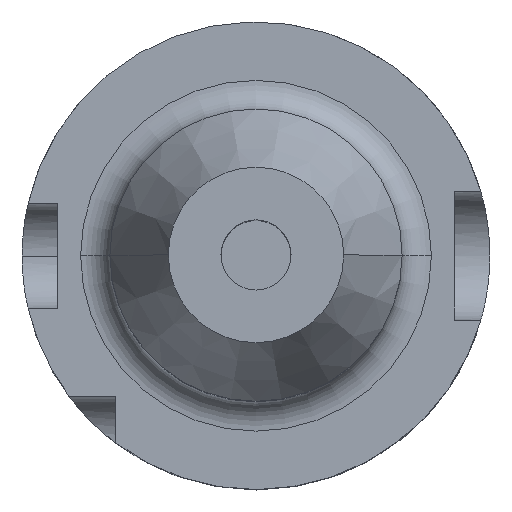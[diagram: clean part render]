
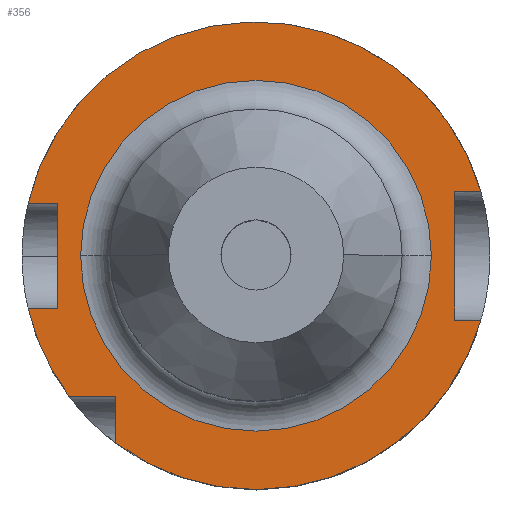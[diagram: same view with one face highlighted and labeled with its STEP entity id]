
A CAD part, top view. The second image highlights one B-rep face of the part: STEP entity #356.
In plain terms, the highlighted planar face has unit normal (0, 0, 1).
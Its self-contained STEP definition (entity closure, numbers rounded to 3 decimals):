
#7 = CARTESIAN_POINT ( 'NONE',  ( 15., 0., 20. ) ) ;
#17 = LINE ( 'NONE', #1146, #795 ) ;
#51 = ORIENTED_EDGE ( 'NONE', *, *, #1978, .T. ) ;
#73 = ORIENTED_EDGE ( 'NONE', *, *, #767, .T. ) ;
#119 = CARTESIAN_POINT ( 'NONE',  ( -27., -4.5, 20. ) ) ;
#136 = ORIENTED_EDGE ( 'NONE', *, *, #750, .T. ) ;
#148 = VERTEX_POINT ( 'NONE', #1871 ) ;
#201 = DIRECTION ( 'NONE',  ( 0., 0., -1. ) ) ;
#217 = CARTESIAN_POINT ( 'NONE',  ( -22., -12., 20. ) ) ;
#223 = AXIS2_PLACEMENT_3D ( 'NONE', #246, #1909, #2571 ) ;
#246 = CARTESIAN_POINT ( 'NONE',  ( 0., 0., 20. ) ) ;
#247 = AXIS2_PLACEMENT_3D ( 'NONE', #2727, #852, #1915 ) ;
#285 = AXIS2_PLACEMENT_3D ( 'NONE', #2514, #2242, #2475 ) ;
#320 = EDGE_CURVE ( 'NONE', #1725, #1071, #2924, .T. ) ;
#330 = CIRCLE ( 'NONE', #2808, 20. ) ;
#347 = DIRECTION ( 'NONE',  ( 1., 0., 0. ) ) ;
#352 = EDGE_CURVE ( 'NONE', #2262, #1658, #2437, .T. ) ;
#356 = ADVANCED_FACE ( 'NONE', ( #510, #1014 ), #1069, .F. ) ;
#368 = VECTOR ( 'NONE', #2098, 1000. ) ;
#401 = DIRECTION ( 'NONE',  ( -1., 0., 0. ) ) ;
#452 = CARTESIAN_POINT ( 'NONE',  ( 27., 5.5, 20. ) ) ;
#498 = VECTOR ( 'NONE', #1202, 1000. ) ;
#501 = CARTESIAN_POINT ( 'NONE',  ( -16., -12., 20. ) ) ;
#510 = FACE_BOUND ( 'NONE', #1696, .T. ) ;
#523 = ORIENTED_EDGE ( 'NONE', *, *, #1924, .F. ) ;
#531 = EDGE_CURVE ( 'NONE', #1468, #2039, #3035, .T. ) ;
#551 = DIRECTION ( 'NONE',  ( 0., 0., -1. ) ) ;
#750 = EDGE_CURVE ( 'NONE', #981, #786, #1910, .T. ) ;
#767 = EDGE_CURVE ( 'NONE', #1390, #3030, #1127, .T. ) ;
#786 = VERTEX_POINT ( 'NONE', #1740 ) ;
#795 = VECTOR ( 'NONE', #2575, 1000. ) ;
#821 = DIRECTION ( 'NONE',  ( 0., -1., 0. ) ) ;
#852 = DIRECTION ( 'NONE',  ( 0., 0., -1. ) ) ;
#865 = ORIENTED_EDGE ( 'NONE', *, *, #531, .F. ) ;
#885 = EDGE_CURVE ( 'NONE', #998, #1373, #2470, .T. ) ;
#981 = VERTEX_POINT ( 'NONE', #1185 ) ;
#998 = VERTEX_POINT ( 'NONE', #1162 ) ;
#1014 = FACE_OUTER_BOUND ( 'NONE', #2855, .T. ) ;
#1052 = ORIENTED_EDGE ( 'NONE', *, *, #1663, .T. ) ;
#1069 = PLANE ( 'NONE',  #285 ) ;
#1071 = VERTEX_POINT ( 'NONE', #2649 ) ;
#1127 = CIRCLE ( 'NONE', #1205, 15. ) ;
#1146 = CARTESIAN_POINT ( 'NONE',  ( -17., 4.5, 20. ) ) ;
#1149 = CARTESIAN_POINT ( 'NONE',  ( 17., 5.5, 20. ) ) ;
#1162 = CARTESIAN_POINT ( 'NONE',  ( 19.229, 5.5, 20. ) ) ;
#1163 = EDGE_CURVE ( 'NONE', #2262, #1071, #330, .T. ) ;
#1185 = CARTESIAN_POINT ( 'NONE',  ( -19.487, 4.5, 20. ) ) ;
#1196 = CARTESIAN_POINT ( 'NONE',  ( 17., 5.5, 20. ) ) ;
#1202 = DIRECTION ( 'NONE',  ( 1., 0., 0. ) ) ;
#1205 = AXIS2_PLACEMENT_3D ( 'NONE', #1967, #551, #2948 ) ;
#1231 = VECTOR ( 'NONE', #821, 1000. ) ;
#1264 = VECTOR ( 'NONE', #2235, 1000. ) ;
#1316 = ORIENTED_EDGE ( 'NONE', *, *, #352, .T. ) ;
#1357 = LINE ( 'NONE', #217, #498 ) ;
#1373 = VERTEX_POINT ( 'NONE', #1149 ) ;
#1384 = ORIENTED_EDGE ( 'NONE', *, *, #1715, .T. ) ;
#1390 = VERTEX_POINT ( 'NONE', #7 ) ;
#1450 = DIRECTION ( 'NONE',  ( 0., -1., 0. ) ) ;
#1462 = EDGE_CURVE ( 'NONE', #1373, #1658, #2454, .T. ) ;
#1468 = VERTEX_POINT ( 'NONE', #501 ) ;
#1521 = CARTESIAN_POINT ( 'NONE',  ( 27., -5.5, 20. ) ) ;
#1529 = CARTESIAN_POINT ( 'NONE',  ( 0., 0., 20. ) ) ;
#1533 = VECTOR ( 'NONE', #347, 1000. ) ;
#1543 = DIRECTION ( 'NONE',  ( 0., 0., -1. ) ) ;
#1558 = CARTESIAN_POINT ( 'NONE',  ( -12., -12., 20. ) ) ;
#1560 = CARTESIAN_POINT ( 'NONE',  ( 0., 0., 20. ) ) ;
#1658 = VERTEX_POINT ( 'NONE', #2341 ) ;
#1663 = EDGE_CURVE ( 'NONE', #786, #148, #17, .T. ) ;
#1696 = EDGE_LOOP ( 'NONE', ( #51, #73 ) ) ;
#1715 = EDGE_CURVE ( 'NONE', #1468, #1725, #1357, .T. ) ;
#1717 = LINE ( 'NONE', #119, #1533 ) ;
#1725 = VERTEX_POINT ( 'NONE', #2844 ) ;
#1730 = CIRCLE ( 'NONE', #247, 20. ) ;
#1740 = CARTESIAN_POINT ( 'NONE',  ( -17., 4.5, 20. ) ) ;
#1793 = VECTOR ( 'NONE', #401, 1000. ) ;
#1829 = DIRECTION ( 'NONE',  ( -1., 0., 0. ) ) ;
#1840 = EDGE_CURVE ( 'NONE', #2039, #148, #1717, .T. ) ;
#1871 = CARTESIAN_POINT ( 'NONE',  ( -17., -4.5, 20. ) ) ;
#1909 = DIRECTION ( 'NONE',  ( 0., 0., -1. ) ) ;
#1910 = LINE ( 'NONE', #2421, #1264 ) ;
#1915 = DIRECTION ( 'NONE',  ( -1., 0., 0. ) ) ;
#1924 = EDGE_CURVE ( 'NONE', #981, #998, #1730, .T. ) ;
#1967 = CARTESIAN_POINT ( 'NONE',  ( 0., 0., 20. ) ) ;
#1978 = EDGE_CURVE ( 'NONE', #3030, #1390, #2152, .T. ) ;
#2005 = CARTESIAN_POINT ( 'NONE',  ( -15., 0., 20. ) ) ;
#2007 = CARTESIAN_POINT ( 'NONE',  ( 19.229, -5.5, 20. ) ) ;
#2012 = DIRECTION ( 'NONE',  ( -1., 0., 0. ) ) ;
#2039 = VERTEX_POINT ( 'NONE', #2130 ) ;
#2098 = DIRECTION ( 'NONE',  ( -1., 0., 0. ) ) ;
#2130 = CARTESIAN_POINT ( 'NONE',  ( -19.487, -4.5, 20. ) ) ;
#2144 = ORIENTED_EDGE ( 'NONE', *, *, #1163, .F. ) ;
#2152 = CIRCLE ( 'NONE', #2351, 15. ) ;
#2208 = ORIENTED_EDGE ( 'NONE', *, *, #1840, .F. ) ;
#2235 = DIRECTION ( 'NONE',  ( 1., 0., 0. ) ) ;
#2242 = DIRECTION ( 'NONE',  ( 0., 0., -1. ) ) ;
#2257 = ORIENTED_EDGE ( 'NONE', *, *, #320, .T. ) ;
#2262 = VERTEX_POINT ( 'NONE', #2007 ) ;
#2315 = ORIENTED_EDGE ( 'NONE', *, *, #885, .F. ) ;
#2341 = CARTESIAN_POINT ( 'NONE',  ( 17., -5.5, 20. ) ) ;
#2351 = AXIS2_PLACEMENT_3D ( 'NONE', #1560, #201, #1829 ) ;
#2421 = CARTESIAN_POINT ( 'NONE',  ( -27., 4.5, 20. ) ) ;
#2437 = LINE ( 'NONE', #1521, #1793 ) ;
#2454 = LINE ( 'NONE', #1196, #2598 ) ;
#2470 = LINE ( 'NONE', #452, #368 ) ;
#2475 = DIRECTION ( 'NONE',  ( -1., 0., 0. ) ) ;
#2514 = CARTESIAN_POINT ( 'NONE',  ( 0., 20., 20. ) ) ;
#2571 = DIRECTION ( 'NONE',  ( -1., 0., 0. ) ) ;
#2575 = DIRECTION ( 'NONE',  ( 0., -1., 0. ) ) ;
#2598 = VECTOR ( 'NONE', #1450, 1000. ) ;
#2627 = ORIENTED_EDGE ( 'NONE', *, *, #1462, .F. ) ;
#2649 = CARTESIAN_POINT ( 'NONE',  ( -12., -16., 20. ) ) ;
#2727 = CARTESIAN_POINT ( 'NONE',  ( 0., 0., 20. ) ) ;
#2808 = AXIS2_PLACEMENT_3D ( 'NONE', #1529, #1543, #2012 ) ;
#2844 = CARTESIAN_POINT ( 'NONE',  ( -12., -12., 20. ) ) ;
#2855 = EDGE_LOOP ( 'NONE', ( #865, #1384, #2257, #2144, #1316, #2627, #2315, #523, #136, #1052, #2208 ) ) ;
#2924 = LINE ( 'NONE', #1558, #1231 ) ;
#2948 = DIRECTION ( 'NONE',  ( -1., 0., 0. ) ) ;
#3030 = VERTEX_POINT ( 'NONE', #2005 ) ;
#3035 = CIRCLE ( 'NONE', #223, 20. ) ;
